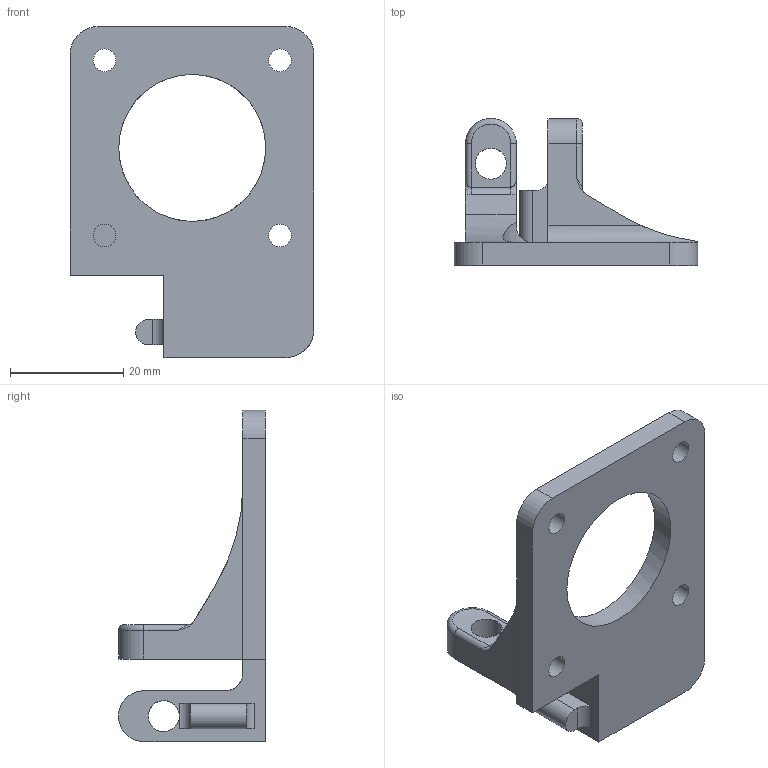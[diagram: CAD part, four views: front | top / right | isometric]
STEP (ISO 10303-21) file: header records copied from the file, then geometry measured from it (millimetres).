
FILE_DESCRIPTION(/* description */ (''),/* implementation_level */ '2;1');
FILE_NAME(/* name */ 'ATC_Motor Holder_left v2.step',/* time_stamp */ '2021-03-21T15:57:12+01:00',/* author */ (''),/* organization */ (''),/* preprocessor_version */ 'ST-DEVELOPER v18.1',/* originating_system */ 'Autodesk Translation Framework v9.10.0.1330',/* authorisation */ '');
FILE_SCHEMA (('AUTOMOTIVE_DESIGN { 1 0 10303 214 3 1 1 }'));
Length unit declared in the file: millimetre
Products named in the file (1): ATC_Motor Holder_left
Bounding box: 43.11 x 26 x 58.6 mm (x, y, z)
Volume: 10370.2 mm3; surface area: 6303.1 mm2
Topology: 1 solids, 1 shells, 52 faces, 142 edges, 92 vertices
Faces by surface type: cylinder 25, plane 21, bspline 4, torus 2
Full cylindrical faces by diameter (mm): 4 x4, 5.5 x2, 26 x1
Entity records: 1871 total; most frequent: CARTESIAN_POINT 472, ORIENTED_EDGE 284, DIRECTION 283, EDGE_CURVE 142, AXIS2_PLACEMENT_3D 103, VERTEX_POINT 92, LINE 77, VECTOR 77
